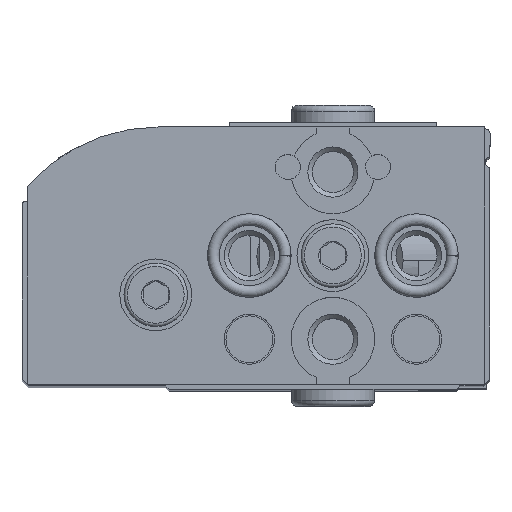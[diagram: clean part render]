
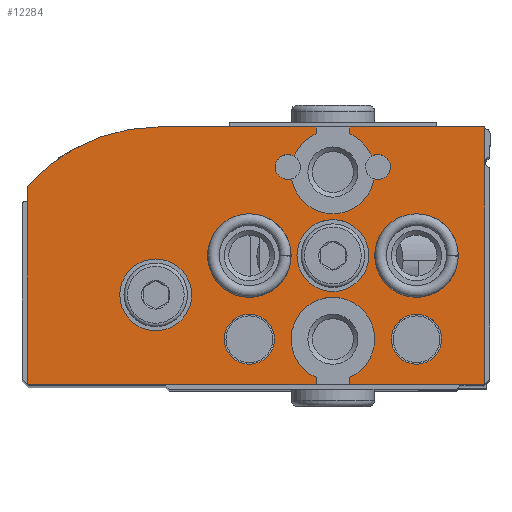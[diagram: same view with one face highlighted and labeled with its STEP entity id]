
A CAD part, top view. The second image highlights one B-rep face of the part: STEP entity #12284.
In plain terms, the highlighted face is planar.
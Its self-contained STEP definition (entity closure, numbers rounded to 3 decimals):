
#431=PLANE('',#13972);
#1273=LINE('',#21224,#2241);
#1274=LINE('',#21227,#2242);
#1275=LINE('',#21229,#2243);
#1276=LINE('',#21231,#2244);
#1277=LINE('',#21233,#2245);
#1278=LINE('',#21245,#2246);
#1279=LINE('',#21247,#2247);
#1280=LINE('',#21251,#2248);
#1281=LINE('',#21253,#2249);
#1282=LINE('',#21255,#2250);
#2241=VECTOR('',#16986,1000.);
#2242=VECTOR('',#16987,1000.);
#2243=VECTOR('',#16988,1000.);
#2244=VECTOR('',#16989,1000.);
#2245=VECTOR('',#16990,1000.);
#2246=VECTOR('',#17001,1000.);
#2247=VECTOR('',#17002,1000.);
#2248=VECTOR('',#17005,1000.);
#2249=VECTOR('',#17006,1000.);
#2250=VECTOR('',#17007,1000.);
#3179=CIRCLE('',#13973,2.15);
#3180=CIRCLE('',#13974,1.5);
#3181=CIRCLE('',#13975,1.5);
#3182=CIRCLE('',#13976,2.5);
#3183=CIRCLE('',#13977,2.15);
#3184=CIRCLE('',#13978,2.5);
#3185=CIRCLE('',#13979,2.5);
#3186=CIRCLE('',#13980,0.75);
#3187=CIRCLE('',#13981,2.5);
#3188=CIRCLE('',#13982,0.75);
#3189=CIRCLE('',#13983,2.5);
#3190=CIRCLE('',#13984,10.5);
#3191=CIRCLE('',#13985,2.5);
#5920=ORIENTED_EDGE('',*,*,#8078,.T.);
#5921=ORIENTED_EDGE('',*,*,#8079,.T.);
#5922=ORIENTED_EDGE('',*,*,#8080,.T.);
#5923=ORIENTED_EDGE('',*,*,#8081,.T.);
#5924=ORIENTED_EDGE('',*,*,#8082,.T.);
#5925=ORIENTED_EDGE('',*,*,#8083,.T.);
#5926=ORIENTED_EDGE('',*,*,#8084,.T.);
#5927=ORIENTED_EDGE('',*,*,#8085,.F.);
#5928=ORIENTED_EDGE('',*,*,#8086,.F.);
#5929=ORIENTED_EDGE('',*,*,#8087,.F.);
#5930=ORIENTED_EDGE('',*,*,#8088,.T.);
#5931=ORIENTED_EDGE('',*,*,#8089,.T.);
#5932=ORIENTED_EDGE('',*,*,#8090,.T.);
#5933=ORIENTED_EDGE('',*,*,#8091,.T.);
#5934=ORIENTED_EDGE('',*,*,#8092,.T.);
#5935=ORIENTED_EDGE('',*,*,#8093,.T.);
#5936=ORIENTED_EDGE('',*,*,#8094,.T.);
#5937=ORIENTED_EDGE('',*,*,#8095,.F.);
#5938=ORIENTED_EDGE('',*,*,#8096,.F.);
#5939=ORIENTED_EDGE('',*,*,#8097,.F.);
#5940=ORIENTED_EDGE('',*,*,#8098,.F.);
#5941=ORIENTED_EDGE('',*,*,#8099,.T.);
#5942=ORIENTED_EDGE('',*,*,#8100,.T.);
#8078=EDGE_CURVE('',#9397,#9397,#3179,.T.);
#8079=EDGE_CURVE('',#9398,#9398,#3180,.T.);
#8080=EDGE_CURVE('',#9399,#9399,#3181,.T.);
#8081=EDGE_CURVE('',#9400,#9400,#3182,.T.);
#8082=EDGE_CURVE('',#9401,#9401,#3183,.T.);
#8083=EDGE_CURVE('',#9402,#9402,#3184,.T.);
#8084=EDGE_CURVE('',#9403,#9404,#1273,.T.);
#8085=EDGE_CURVE('',#9405,#9404,#1274,.T.);
#8086=EDGE_CURVE('',#9406,#9405,#1275,.T.);
#8087=EDGE_CURVE('',#9407,#9406,#1276,.T.);
#8088=EDGE_CURVE('',#9407,#9408,#1277,.T.);
#8089=EDGE_CURVE('',#9408,#9409,#3185,.T.);
#8090=EDGE_CURVE('',#9409,#9410,#3186,.T.);
#8091=EDGE_CURVE('',#9410,#9411,#3187,.T.);
#8092=EDGE_CURVE('',#9411,#9412,#3188,.T.);
#8093=EDGE_CURVE('',#9412,#9413,#3189,.T.);
#8094=EDGE_CURVE('',#9413,#9414,#1278,.T.);
#8095=EDGE_CURVE('',#9415,#9414,#1279,.T.);
#8096=EDGE_CURVE('',#9416,#9415,#3190,.T.);
#8097=EDGE_CURVE('',#9417,#9416,#1280,.T.);
#8098=EDGE_CURVE('',#9418,#9417,#1281,.T.);
#8099=EDGE_CURVE('',#9418,#9419,#1282,.T.);
#8100=EDGE_CURVE('',#9419,#9403,#3191,.T.);
#9397=VERTEX_POINT('',#21213);
#9398=VERTEX_POINT('',#21215);
#9399=VERTEX_POINT('',#21217);
#9400=VERTEX_POINT('',#21219);
#9401=VERTEX_POINT('',#21221);
#9402=VERTEX_POINT('',#21223);
#9403=VERTEX_POINT('',#21225);
#9404=VERTEX_POINT('',#21226);
#9405=VERTEX_POINT('',#21228);
#9406=VERTEX_POINT('',#21230);
#9407=VERTEX_POINT('',#21232);
#9408=VERTEX_POINT('',#21234);
#9409=VERTEX_POINT('',#21236);
#9410=VERTEX_POINT('',#21238);
#9411=VERTEX_POINT('',#21240);
#9412=VERTEX_POINT('',#21242);
#9413=VERTEX_POINT('',#21244);
#9414=VERTEX_POINT('',#21246);
#9415=VERTEX_POINT('',#21248);
#9416=VERTEX_POINT('',#21250);
#9417=VERTEX_POINT('',#21252);
#9418=VERTEX_POINT('',#21254);
#9419=VERTEX_POINT('',#21256);
#10501=EDGE_LOOP('',(#5920));
#10502=EDGE_LOOP('',(#5921));
#10503=EDGE_LOOP('',(#5922));
#10504=EDGE_LOOP('',(#5923));
#10505=EDGE_LOOP('',(#5924));
#10506=EDGE_LOOP('',(#5925));
#10507=EDGE_LOOP('',(#5926,#5927,#5928,#5929,#5930,#5931,#5932,#5933,#5934,
#5935,#5936,#5937,#5938,#5939,#5940,#5941,#5942));
#11460=FACE_BOUND('',#10501,.T.);
#11461=FACE_BOUND('',#10502,.T.);
#11462=FACE_BOUND('',#10503,.T.);
#11463=FACE_BOUND('',#10504,.T.);
#11464=FACE_BOUND('',#10505,.T.);
#11465=FACE_BOUND('',#10506,.T.);
#11466=FACE_BOUND('',#10507,.T.);
#12284=ADVANCED_FACE('',(#11460,#11461,#11462,#11463,#11464,#11465,#11466),
#431,.F.);
#13972=AXIS2_PLACEMENT_3D('',#21211,#16972,#16973);
#13973=AXIS2_PLACEMENT_3D('',#21212,#16974,#16975);
#13974=AXIS2_PLACEMENT_3D('',#21214,#16976,#16977);
#13975=AXIS2_PLACEMENT_3D('',#21216,#16978,#16979);
#13976=AXIS2_PLACEMENT_3D('',#21218,#16980,#16981);
#13977=AXIS2_PLACEMENT_3D('',#21220,#16982,#16983);
#13978=AXIS2_PLACEMENT_3D('',#21222,#16984,#16985);
#13979=AXIS2_PLACEMENT_3D('',#21235,#16991,#16992);
#13980=AXIS2_PLACEMENT_3D('',#21237,#16993,#16994);
#13981=AXIS2_PLACEMENT_3D('',#21239,#16995,#16996);
#13982=AXIS2_PLACEMENT_3D('',#21241,#16997,#16998);
#13983=AXIS2_PLACEMENT_3D('',#21243,#16999,#17000);
#13984=AXIS2_PLACEMENT_3D('',#21249,#17003,#17004);
#13985=AXIS2_PLACEMENT_3D('',#21257,#17008,#17009);
#16972=DIRECTION('',(0.,0.,1.));
#16973=DIRECTION('',(1.,0.,0.));
#16974=DIRECTION('',(0.,0.,1.));
#16975=DIRECTION('',(1.,0.,0.));
#16976=DIRECTION('',(0.,0.,1.));
#16977=DIRECTION('',(1.,0.,0.));
#16978=DIRECTION('',(0.,0.,1.));
#16979=DIRECTION('',(1.,0.,0.));
#16980=DIRECTION('',(0.,0.,1.));
#16981=DIRECTION('',(1.,0.,0.));
#16982=DIRECTION('',(0.,0.,1.));
#16983=DIRECTION('',(1.,0.,0.));
#16984=DIRECTION('',(0.,0.,1.));
#16985=DIRECTION('',(1.,0.,0.));
#16986=DIRECTION('',(0.,-1.,0.));
#16987=DIRECTION('',(1.,0.,0.));
#16988=DIRECTION('',(0.,-1.,0.));
#16989=DIRECTION('',(-1.,0.,0.));
#16990=DIRECTION('',(0.,-1.,0.));
#16991=DIRECTION('',(0.,0.,1.));
#16992=DIRECTION('',(1.,0.,0.));
#16993=DIRECTION('',(0.,0.,1.));
#16994=DIRECTION('',(1.,0.,0.));
#16995=DIRECTION('',(0.,0.,1.));
#16996=DIRECTION('',(1.,0.,0.));
#16997=DIRECTION('',(0.,0.,1.));
#16998=DIRECTION('',(1.,0.,0.));
#16999=DIRECTION('',(0.,0.,1.));
#17000=DIRECTION('',(1.,0.,0.));
#17001=DIRECTION('',(0.,1.,0.));
#17002=DIRECTION('',(-1.,0.,0.));
#17003=DIRECTION('',(0.,0.,1.));
#17004=DIRECTION('',(1.,0.,0.));
#17005=DIRECTION('',(0.,1.,0.));
#17006=DIRECTION('',(1.,0.,0.));
#17007=DIRECTION('',(0.,1.,0.));
#17008=DIRECTION('',(0.,0.,1.));
#17009=DIRECTION('',(1.,0.,0.));
#21211=CARTESIAN_POINT('',(19.5,4.9,0.));
#21212=CARTESIAN_POINT('',(19.7,5.35,0.));
#21213=CARTESIAN_POINT('',(21.85,5.35,0.));
#21214=CARTESIAN_POINT('',(14.1,2.7,0.));
#21215=CARTESIAN_POINT('',(15.6,2.7,0.));
#21216=CARTESIAN_POINT('',(4.1,2.7,0.));
#21217=CARTESIAN_POINT('',(5.6,2.7,0.));
#21218=CARTESIAN_POINT('',(14.1,7.7,0.));
#21219=CARTESIAN_POINT('',(16.6,7.7,0.));
#21220=CARTESIAN_POINT('',(9.1,7.7,0.));
#21221=CARTESIAN_POINT('',(11.25,7.7,0.));
#21222=CARTESIAN_POINT('',(4.1,7.7,0.));
#21223=CARTESIAN_POINT('',(6.6,7.7,0.));
#21224=CARTESIAN_POINT('',(8.1,3.,0.));
#21225=CARTESIAN_POINT('',(8.1,0.409,0.));
#21226=CARTESIAN_POINT('',(8.1,0.,0.));
#21227=CARTESIAN_POINT('',(0.,0.,0.));
#21228=CARTESIAN_POINT('',(0.,0.,0.));
#21229=CARTESIAN_POINT('',(0.,15.4,0.));
#21230=CARTESIAN_POINT('',(0.,15.4,0.));
#21231=CARTESIAN_POINT('',(19.5,15.4,0.));
#21232=CARTESIAN_POINT('',(8.1,15.4,0.));
#21233=CARTESIAN_POINT('',(8.1,15.4,0.));
#21234=CARTESIAN_POINT('',(8.1,14.991,0.));
#21235=CARTESIAN_POINT('',(9.1,12.7,0.));
#21236=CARTESIAN_POINT('',(6.785,13.644,0.));
#21237=CARTESIAN_POINT('',(6.4,13.,0.));
#21238=CARTESIAN_POINT('',(6.634,12.288,0.));
#21239=CARTESIAN_POINT('',(9.1,12.7,0.));
#21240=CARTESIAN_POINT('',(11.566,12.288,0.));
#21241=CARTESIAN_POINT('',(11.8,13.,0.));
#21242=CARTESIAN_POINT('',(11.415,13.644,0.));
#21243=CARTESIAN_POINT('',(9.1,12.7,0.));
#21244=CARTESIAN_POINT('',(10.1,14.991,0.));
#21245=CARTESIAN_POINT('',(10.1,12.4,0.));
#21246=CARTESIAN_POINT('',(10.1,15.4,0.));
#21247=CARTESIAN_POINT('',(19.5,15.4,0.));
#21248=CARTESIAN_POINT('',(19.5,15.4,0.));
#21249=CARTESIAN_POINT('',(19.5,4.9,0.));
#21250=CARTESIAN_POINT('',(27.4,11.817,0.));
#21251=CARTESIAN_POINT('',(27.4,0.,0.));
#21252=CARTESIAN_POINT('',(27.4,0.,0.));
#21253=CARTESIAN_POINT('',(0.,0.,0.));
#21254=CARTESIAN_POINT('',(10.1,0.,0.));
#21255=CARTESIAN_POINT('',(10.1,0.,0.));
#21256=CARTESIAN_POINT('',(10.1,0.409,0.));
#21257=CARTESIAN_POINT('',(9.1,2.7,0.));
